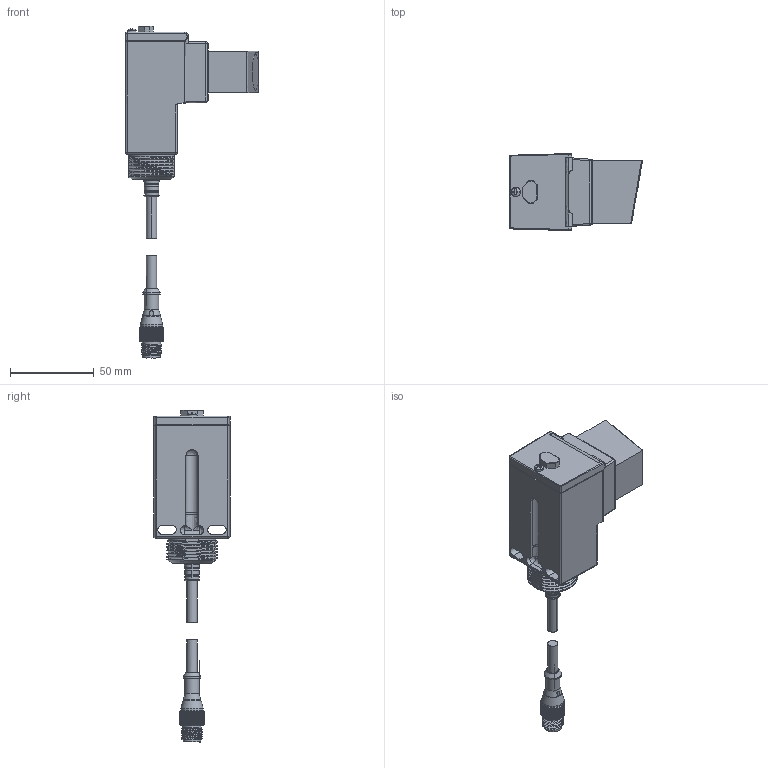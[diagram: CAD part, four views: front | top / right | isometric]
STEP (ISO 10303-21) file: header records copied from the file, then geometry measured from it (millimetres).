
FILE_DESCRIPTION( ('This file contains a STEP AP42 implementation' ,'as created by ZW3D STEP Interface translator.') ,'2;1' );
FILE_NAME( 'RP74-SXXXXX-CYXP4LM.stp' ,'21 125.1134 4', (''), ('ZWCAD Software Co.'), 'Version 1.0', 'ZW3D to STEP translator', '' );
FILE_SCHEMA(('AUTOMOTIVE_DESIGN'));
Length unit declared in the file: millimetre
Products named in the file (2): 0; RP74-SXXXXX-CYXP4LM
Bounding box: 79.5 x 46.04 x 198.8 mm (x, y, z)
Volume: 162719.2 mm3; surface area: 31214.8 mm2
Topology: 4 solids, 4 shells, 3463 faces, 7252 edges, 3815 vertices
Faces by surface type: bspline 3463
Entity records: 121787 total; most frequent: CARTESIAN_POINT 77250, ORIENTED_EDGE 14490, EDGE_CURVE 7245, B_SPLINE_CURVE_WITH_KNOTS 4870, VERTEX_POINT 3815, EDGE_LOOP 3494, FACE_OUTER_BOUND 3463, ADVANCED_FACE 3463
